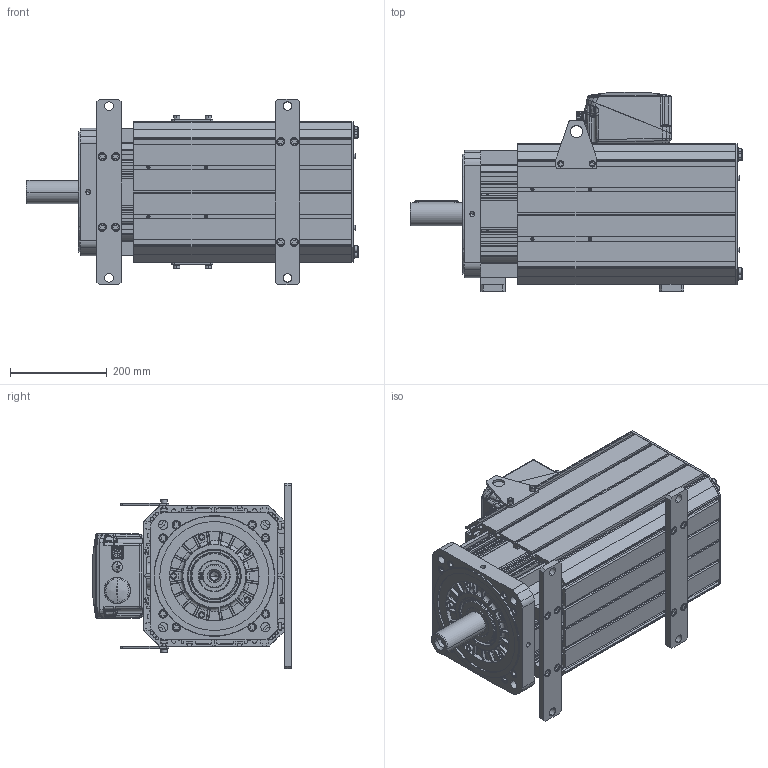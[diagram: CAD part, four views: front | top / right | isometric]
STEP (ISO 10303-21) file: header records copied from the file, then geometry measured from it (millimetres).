
FILE_DESCRIPTION((''),'2;1');
FILE_NAME('51565N-0_SW0001','2016-06-04T',('songwenquan'),(''),'PRO/ENGINEER BY PARAMETRIC TECHNOLOGY CORPORATION, 2010430','PRO/ENGINEER BY PARAMETRIC TECHNOLOGY CORPORATION, 2010430','');
FILE_SCHEMA(('CONFIG_CONTROL_DESIGN'));
Products named in the file (1): 51565N-0_SW0001
Bounding box: 688.12 x 412.3 x 384.1 mm (x, y, z)
Surface area: 3721601.6 mm2 (no closed solid volume)
Topology: 0 solids, 277 shells, 3669 faces, 12321 edges, 8751 vertices
Faces by surface type: plane 2118, cylinder 887, bspline 251, cone 230, torus 143, sphere 36, revolution 4
Entity records: 148065 total; most frequent: CARTESIAN_POINT 44410, DIRECTION 21244, ORIENTED_EDGE 19199, EDGE_CURVE 12309, VERTEX_POINT 8751, VECTOR 7694, LINE 7694, AXIS2_PLACEMENT_3D 6773
